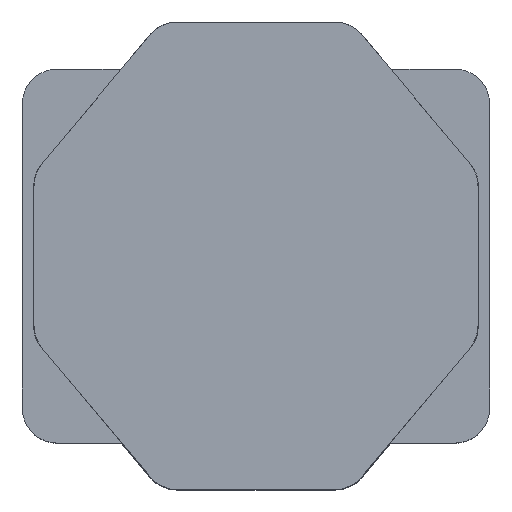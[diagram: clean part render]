
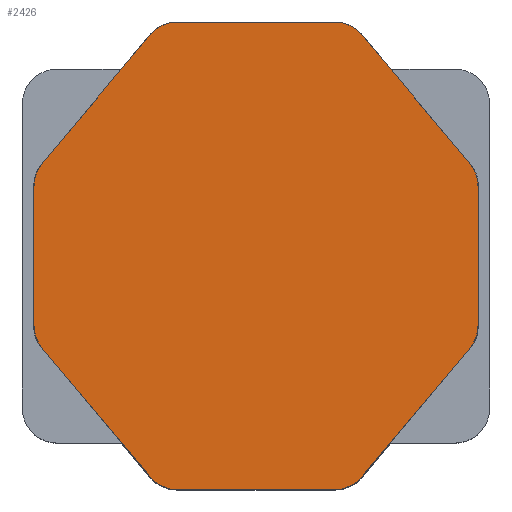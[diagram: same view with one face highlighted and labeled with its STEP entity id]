
A CAD part, top view. The second image highlights one B-rep face of the part: STEP entity #2426.
In plain terms, the highlighted face is planar.
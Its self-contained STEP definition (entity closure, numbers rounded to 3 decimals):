
#2184 = VERTEX_POINT('',#2185);
#2185 = CARTESIAN_POINT('',(-0.337,1.2,-1.));
#2191 = EDGE_CURVE('',#2192,#2184,#2194,.T.);
#2192 = VERTEX_POINT('',#2193);
#2193 = CARTESIAN_POINT('',(0.337,1.2,-1.));
#2194 = LINE('',#2195,#2196);
#2195 = CARTESIAN_POINT('',(0.407,1.2,-1.));
#2196 = VECTOR('',#2197,1.);
#2197 = DIRECTION('',(-1.,0.,0.));
#2215 = VERTEX_POINT('',#2216);
#2216 = CARTESIAN_POINT('',(-0.915,1.2,-0.395));
#2222 = EDGE_CURVE('',#2223,#2215,#2225,.T.);
#2223 = VERTEX_POINT('',#2224);
#2224 = CARTESIAN_POINT('',(-0.452,1.2,-0.946));
#2225 = LINE('',#2226,#2227);
#2226 = CARTESIAN_POINT('',(-0.407,1.2,-1.));
#2227 = VECTOR('',#2228,1.);
#2228 = DIRECTION('',(-0.643,0.,0.766));
#2246 = VERTEX_POINT('',#2247);
#2247 = CARTESIAN_POINT('',(-0.95,1.2,0.298));
#2253 = EDGE_CURVE('',#2254,#2246,#2256,.T.);
#2254 = VERTEX_POINT('',#2255);
#2255 = CARTESIAN_POINT('',(-0.95,1.2,-0.298));
#2256 = LINE('',#2257,#2258);
#2257 = CARTESIAN_POINT('',(-0.95,1.2,-0.353));
#2258 = VECTOR('',#2259,1.);
#2259 = DIRECTION('',(0.,0.,1.));
#2277 = VERTEX_POINT('',#2278);
#2278 = CARTESIAN_POINT('',(-0.452,1.2,0.946));
#2284 = EDGE_CURVE('',#2285,#2277,#2287,.T.);
#2285 = VERTEX_POINT('',#2286);
#2286 = CARTESIAN_POINT('',(-0.915,1.2,0.395));
#2287 = LINE('',#2288,#2289);
#2288 = CARTESIAN_POINT('',(-0.95,1.2,0.353));
#2289 = VECTOR('',#2290,1.);
#2290 = DIRECTION('',(0.643,0.,0.766));
#2306 = EDGE_CURVE('',#2307,#2309,#2311,.T.);
#2307 = VERTEX_POINT('',#2308);
#2308 = CARTESIAN_POINT('',(-0.337,1.2,1.));
#2309 = VERTEX_POINT('',#2310);
#2310 = CARTESIAN_POINT('',(0.337,1.2,1.));
#2311 = LINE('',#2312,#2313);
#2312 = CARTESIAN_POINT('',(-0.407,1.2,1.));
#2313 = VECTOR('',#2314,1.);
#2314 = DIRECTION('',(1.,0.,0.));
#2339 = VERTEX_POINT('',#2340);
#2340 = CARTESIAN_POINT('',(0.915,1.2,0.395));
#2346 = EDGE_CURVE('',#2347,#2339,#2349,.T.);
#2347 = VERTEX_POINT('',#2348);
#2348 = CARTESIAN_POINT('',(0.452,1.2,0.946));
#2349 = LINE('',#2350,#2351);
#2350 = CARTESIAN_POINT('',(0.407,1.2,1.));
#2351 = VECTOR('',#2352,1.);
#2352 = DIRECTION('',(0.643,0.,-0.766));
#2370 = VERTEX_POINT('',#2371);
#2371 = CARTESIAN_POINT('',(0.95,1.2,-0.298));
#2377 = EDGE_CURVE('',#2378,#2370,#2380,.T.);
#2378 = VERTEX_POINT('',#2379);
#2379 = CARTESIAN_POINT('',(0.95,1.2,0.298));
#2380 = LINE('',#2381,#2382);
#2381 = CARTESIAN_POINT('',(0.95,1.2,0.353));
#2382 = VECTOR('',#2383,1.);
#2383 = DIRECTION('',(0.,0.,-1.));
#2401 = VERTEX_POINT('',#2402);
#2402 = CARTESIAN_POINT('',(0.452,1.2,-0.946));
#2408 = EDGE_CURVE('',#2409,#2401,#2411,.T.);
#2409 = VERTEX_POINT('',#2410);
#2410 = CARTESIAN_POINT('',(0.915,1.2,-0.395));
#2411 = LINE('',#2412,#2413);
#2412 = CARTESIAN_POINT('',(0.95,1.2,-0.353));
#2413 = VECTOR('',#2414,1.);
#2414 = DIRECTION('',(-0.643,0.,-0.766));
#2426 = ADVANCED_FACE('',(#2427),#2493,.T.);
#2427 = FACE_BOUND('',#2428,.T.);
#2428 = EDGE_LOOP('',(#2429,#2430,#2437,#2438,#2445,#2446,#2453,#2454,
    #2461,#2462,#2469,#2470,#2477,#2478,#2485,#2486));
#2429 = ORIENTED_EDGE('',*,*,#2284,.T.);
#2430 = ORIENTED_EDGE('',*,*,#2431,.T.);
#2431 = EDGE_CURVE('',#2277,#2307,#2432,.T.);
#2432 = CIRCLE('',#2433,0.15);
#2433 = AXIS2_PLACEMENT_3D('',#2434,#2435,#2436);
#2434 = CARTESIAN_POINT('',(-0.337,1.2,0.85));
#2435 = DIRECTION('',(0.,1.,-0.));
#2436 = DIRECTION('',(0.,0.,1.));
#2437 = ORIENTED_EDGE('',*,*,#2306,.T.);
#2438 = ORIENTED_EDGE('',*,*,#2439,.T.);
#2439 = EDGE_CURVE('',#2309,#2347,#2440,.T.);
#2440 = CIRCLE('',#2441,0.15);
#2441 = AXIS2_PLACEMENT_3D('',#2442,#2443,#2444);
#2442 = CARTESIAN_POINT('',(0.337,1.2,0.85));
#2443 = DIRECTION('',(0.,1.,-0.));
#2444 = DIRECTION('',(0.,0.,1.));
#2445 = ORIENTED_EDGE('',*,*,#2346,.T.);
#2446 = ORIENTED_EDGE('',*,*,#2447,.T.);
#2447 = EDGE_CURVE('',#2339,#2378,#2448,.T.);
#2448 = CIRCLE('',#2449,0.15);
#2449 = AXIS2_PLACEMENT_3D('',#2450,#2451,#2452);
#2450 = CARTESIAN_POINT('',(0.8,1.2,0.298));
#2451 = DIRECTION('',(0.,1.,-0.));
#2452 = DIRECTION('',(0.,0.,1.));
#2453 = ORIENTED_EDGE('',*,*,#2377,.T.);
#2454 = ORIENTED_EDGE('',*,*,#2455,.T.);
#2455 = EDGE_CURVE('',#2370,#2409,#2456,.T.);
#2456 = CIRCLE('',#2457,0.15);
#2457 = AXIS2_PLACEMENT_3D('',#2458,#2459,#2460);
#2458 = CARTESIAN_POINT('',(0.8,1.2,-0.298));
#2459 = DIRECTION('',(0.,1.,-0.));
#2460 = DIRECTION('',(0.,0.,1.));
#2461 = ORIENTED_EDGE('',*,*,#2408,.T.);
#2462 = ORIENTED_EDGE('',*,*,#2463,.T.);
#2463 = EDGE_CURVE('',#2401,#2192,#2464,.T.);
#2464 = CIRCLE('',#2465,0.15);
#2465 = AXIS2_PLACEMENT_3D('',#2466,#2467,#2468);
#2466 = CARTESIAN_POINT('',(0.337,1.2,-0.85));
#2467 = DIRECTION('',(0.,1.,-0.));
#2468 = DIRECTION('',(0.,0.,1.));
#2469 = ORIENTED_EDGE('',*,*,#2191,.T.);
#2470 = ORIENTED_EDGE('',*,*,#2471,.T.);
#2471 = EDGE_CURVE('',#2184,#2223,#2472,.T.);
#2472 = CIRCLE('',#2473,0.15);
#2473 = AXIS2_PLACEMENT_3D('',#2474,#2475,#2476);
#2474 = CARTESIAN_POINT('',(-0.337,1.2,-0.85));
#2475 = DIRECTION('',(0.,1.,-0.));
#2476 = DIRECTION('',(0.,0.,1.));
#2477 = ORIENTED_EDGE('',*,*,#2222,.T.);
#2478 = ORIENTED_EDGE('',*,*,#2479,.T.);
#2479 = EDGE_CURVE('',#2215,#2254,#2480,.T.);
#2480 = CIRCLE('',#2481,0.15);
#2481 = AXIS2_PLACEMENT_3D('',#2482,#2483,#2484);
#2482 = CARTESIAN_POINT('',(-0.8,1.2,-0.298));
#2483 = DIRECTION('',(0.,1.,-0.));
#2484 = DIRECTION('',(0.,0.,1.));
#2485 = ORIENTED_EDGE('',*,*,#2253,.T.);
#2486 = ORIENTED_EDGE('',*,*,#2487,.T.);
#2487 = EDGE_CURVE('',#2246,#2285,#2488,.T.);
#2488 = CIRCLE('',#2489,0.15);
#2489 = AXIS2_PLACEMENT_3D('',#2490,#2491,#2492);
#2490 = CARTESIAN_POINT('',(-0.8,1.2,0.298));
#2491 = DIRECTION('',(0.,1.,-0.));
#2492 = DIRECTION('',(0.,0.,1.));
#2493 = PLANE('',#2494);
#2494 = AXIS2_PLACEMENT_3D('',#2495,#2496,#2497);
#2495 = CARTESIAN_POINT('',(0.,1.2,0.));
#2496 = DIRECTION('',(0.,1.,-0.));
#2497 = DIRECTION('',(0.,0.,1.));
